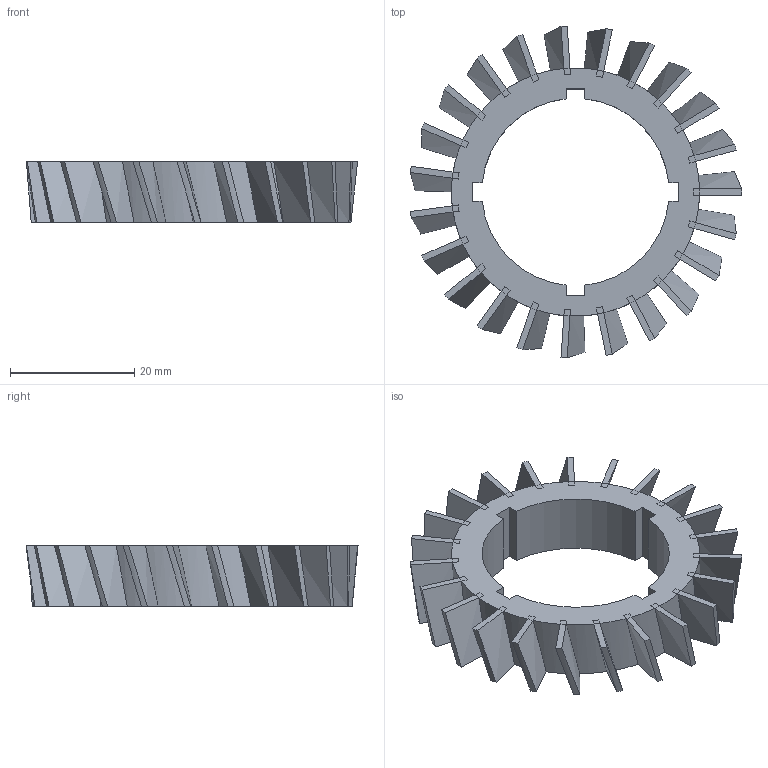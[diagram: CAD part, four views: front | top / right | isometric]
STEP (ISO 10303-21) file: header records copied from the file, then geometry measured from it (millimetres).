
FILE_DESCRIPTION(('FreeCAD Model'),'2;1');
FILE_NAME('Open CASCADE Shape Model','2024-05-12T17:22:05',('Author'),( ''),'Open CASCADE STEP processor 7.6','FreeCAD','Unknown');
FILE_SCHEMA(('AUTOMOTIVE_DESIGN { 1 0 10303 214 1 1 1 1 }'));
Length unit declared in the file: millimetre
Products named in the file (2): Compresor Fan-005; Body124
Assembly tree (1 placements, depth 2):
  Compresor Fan-005
    Body124
Bounding box: 53.41 x 53.53 x 9.7 mm (x, y, z)
Volume: 6469.7 mm3; surface area: 6510.8 mm2
Topology: 1 solids, 1 shells, 157 faces, 420 edges, 265 vertices
Faces by surface type: plane 60, bspline 46, cylinder 28, cone 23
Entity records: 5894 total; most frequent: CARTESIAN_POINT 2389, ORIENTED_EDGE 840, DIRECTION 563, EDGE_CURVE 420, VERTEX_POINT 265, AXIS2_PLACEMENT_3D 238, B_SPLINE_CURVE_WITH_KNOTS 208, FACE_BOUND 159
